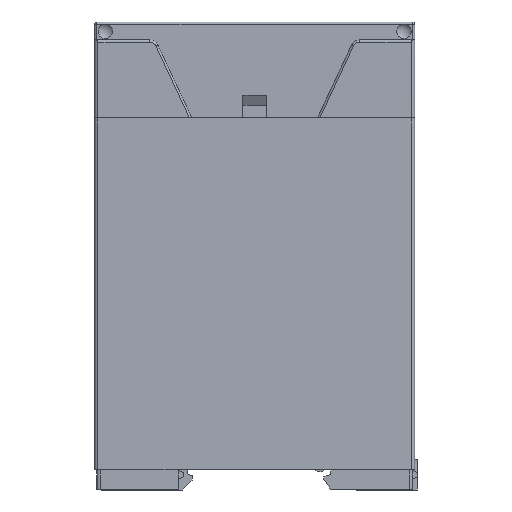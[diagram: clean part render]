
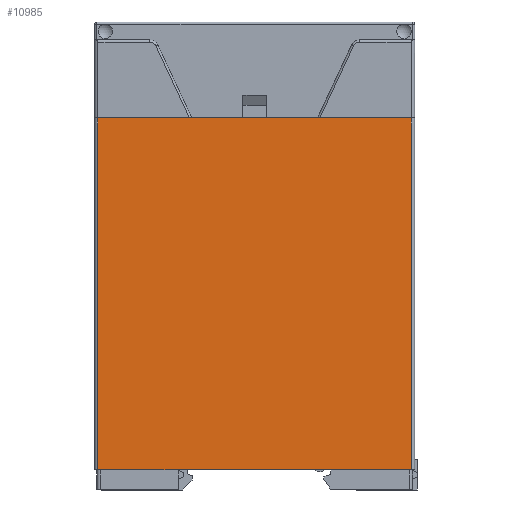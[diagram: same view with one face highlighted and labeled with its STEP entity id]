
A CAD part, left-side view. The second image highlights one B-rep face of the part: STEP entity #10985.
In plain terms, the highlighted planar face has unit normal (-1, 0, 0).
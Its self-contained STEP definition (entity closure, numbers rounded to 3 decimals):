
#238=CARTESIAN_POINT('',(52.454,-3.273,0.45));
#239=VERTEX_POINT('',#238);
#246=CARTESIAN_POINT('',(52.454,4.077,0.45));
#247=VERTEX_POINT('',#246);
#248=CARTESIAN_POINT('',(52.454,4.077,0.45));
#249=DIRECTION('',(0.0,-1.0,0.0));
#250=VECTOR('',#249,7.35);
#251=LINE('',#248,#250);
#252=EDGE_CURVE('',#247,#239,#251,.T.);
#3246=CARTESIAN_POINT('',(52.454,4.077,8.7));
#3247=VERTEX_POINT('',#3246);
#3254=CARTESIAN_POINT('',(52.454,-3.273,8.7));
#3255=VERTEX_POINT('',#3254);
#3256=CARTESIAN_POINT('',(52.454,-3.273,8.7));
#3257=DIRECTION('',(0.0,1.0,0.0));
#3258=VECTOR('',#3257,7.35);
#3259=LINE('',#3256,#3258);
#3260=EDGE_CURVE('',#3255,#3247,#3259,.T.);
#10905=CARTESIAN_POINT('',(52.454,4.077,0.45));
#10906=DIRECTION('',(0.0,0.0,1.0));
#10907=VECTOR('',#10906,8.25);
#10908=LINE('',#10905,#10907);
#10909=EDGE_CURVE('',#247,#3247,#10908,.T.);
#10965=CARTESIAN_POINT('',(52.454,-3.273,0.45));
#10966=DIRECTION('',(0.0,0.0,1.0));
#10967=VECTOR('',#10966,8.25);
#10968=LINE('',#10965,#10967);
#10969=EDGE_CURVE('',#239,#3255,#10968,.T.);
#10974=CARTESIAN_POINT('',(52.454,-3.273,0.0));
#10975=DIRECTION('',(-1.0,0.0,0.0));
#10976=DIRECTION('',(0.0,0.0,1.0));
#10977=AXIS2_PLACEMENT_3D('',#10974,#10975,#10976);
#10978=PLANE('',#10977);
#10979=ORIENTED_EDGE('',*,*,#252,.T.);
#10980=ORIENTED_EDGE('',*,*,#10969,.T.);
#10981=ORIENTED_EDGE('',*,*,#3260,.T.);
#10982=ORIENTED_EDGE('',*,*,#10909,.F.);
#10983=EDGE_LOOP('',(#10979,#10980,#10981,#10982));
#10984=FACE_OUTER_BOUND('',#10983,.T.);
#10985=ADVANCED_FACE('',(#10984),#10978,.T.);
